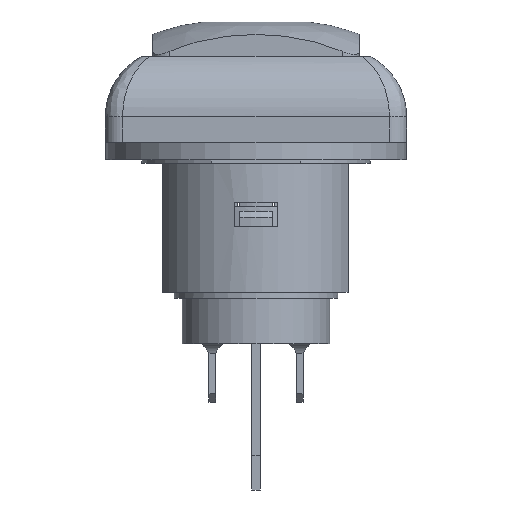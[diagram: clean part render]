
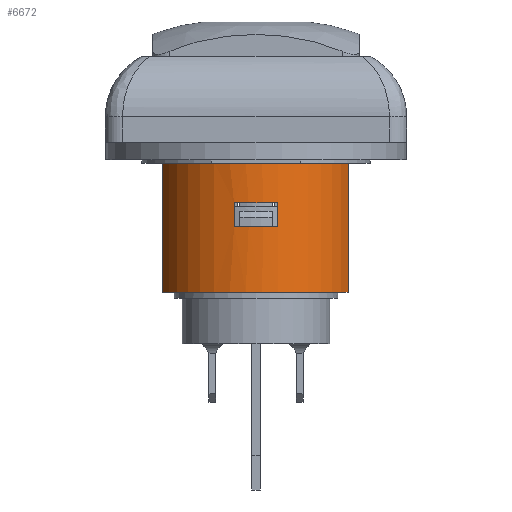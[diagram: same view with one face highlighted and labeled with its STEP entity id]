
A CAD part, left-side view. The second image highlights one B-rep face of the part: STEP entity #6672.
In plain terms, the highlighted cylindrical face has radius 5.7 mm (diameter 11.4 mm), a partial arc.
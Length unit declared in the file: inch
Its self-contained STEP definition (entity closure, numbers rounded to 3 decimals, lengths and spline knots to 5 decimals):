
#6455=CARTESIAN_POINT('',(-0.067,0.21417,-0.04724));
#6456=VERTEX_POINT('',#6455);
#6457=CARTESIAN_POINT('',(-0.067,0.21417,-0.34252));
#6458=VERTEX_POINT('',#6457);
#6459=CARTESIAN_POINT('',(-0.067,0.21417,-0.04724));
#6460=DIRECTION('',(0.0,0.0,-1.0));
#6461=VECTOR('',#6460,0.29528);
#6462=LINE('',#6459,#6461);
#6463=EDGE_CURVE('',#6456,#6458,#6462,.T.);
#6505=CARTESIAN_POINT('',(-0.07635,-0.21102,-0.04724));
#6506=VERTEX_POINT('',#6505);
#6513=CARTESIAN_POINT('',(-0.07635,-0.21102,-0.34252));
#6514=VERTEX_POINT('',#6513);
#6515=CARTESIAN_POINT('',(-0.07635,-0.21102,-0.34252));
#6516=DIRECTION('',(0.0,0.0,1.0));
#6517=VECTOR('',#6516,0.29528);
#6518=LINE('',#6515,#6517);
#6519=EDGE_CURVE('',#6514,#6506,#6518,.T.);
#6544=CARTESIAN_POINT('',(0.0,0.0,-0.34252));
#6545=DIRECTION('',(0.0,0.0,-1.0));
#6546=DIRECTION('',(-1.0,0.0,0.0));
#6547=AXIS2_PLACEMENT_3D('',#6544,#6545,#6546);
#6548=CIRCLE('',#6547,0.22441);
#6549=EDGE_CURVE('',#6514,#6458,#6548,.T.);
#6619=CARTESIAN_POINT('',(0.0,0.0,-0.03248));
#6620=DIRECTION('',(0.0,0.0,-1.0));
#6621=DIRECTION('',(1.,-0.022,0.0));
#6622=AXIS2_PLACEMENT_3D('',#6619,#6620,#6621);
#6623=CYLINDRICAL_SURFACE('',#6622,0.22441);
#6624=ORIENTED_EDGE('',*,*,#6463,.T.);
#6625=ORIENTED_EDGE('',*,*,#6549,.F.);
#6626=ORIENTED_EDGE('',*,*,#6519,.T.);
#6627=CARTESIAN_POINT('',(0.0,0.0,-0.04724));
#6628=DIRECTION('',(0.0,0.0,-1.0));
#6629=DIRECTION('',(-1.0,0.0,0.0));
#6630=AXIS2_PLACEMENT_3D('',#6627,#6628,#6629);
#6631=CIRCLE('',#6630,0.22441);
#6632=EDGE_CURVE('',#6506,#6456,#6631,.T.);
#6633=ORIENTED_EDGE('',*,*,#6632,.T.);
#6634=EDGE_LOOP('',(#6624,#6625,#6626,#6633));
#6635=FACE_OUTER_BOUND('',#6634,.T.);
#6636=CARTESIAN_POINT('',(-0.21872,0.0502,-0.19291));
#6637=VERTEX_POINT('',#6636);
#6638=CARTESIAN_POINT('',(-0.21872,0.0502,-0.1378));
#6639=VERTEX_POINT('',#6638);
#6640=CARTESIAN_POINT('',(-0.21872,0.0502,-0.19291));
#6641=DIRECTION('',(0.0,0.0,1.0));
#6642=VECTOR('',#6641,0.05512);
#6643=LINE('',#6640,#6642);
#6644=EDGE_CURVE('',#6637,#6639,#6643,.T.);
#6645=ORIENTED_EDGE('',*,*,#6644,.T.);
#6646=CARTESIAN_POINT('',(-0.21872,-0.0502,-0.1378));
#6647=VERTEX_POINT('',#6646);
#6648=CARTESIAN_POINT('',(0.0,0.0,-0.1378));
#6649=DIRECTION('',(0.0,0.0,1.0));
#6650=DIRECTION('',(-1.0,0.0,0.0));
#6651=AXIS2_PLACEMENT_3D('',#6648,#6649,#6650);
#6652=CIRCLE('',#6651,0.22441);
#6653=EDGE_CURVE('',#6639,#6647,#6652,.T.);
#6654=ORIENTED_EDGE('',*,*,#6653,.T.);
#6655=CARTESIAN_POINT('',(-0.21872,-0.0502,-0.19291));
#6656=VERTEX_POINT('',#6655);
#6657=CARTESIAN_POINT('',(-0.21872,-0.0502,-0.1378));
#6658=DIRECTION('',(0.0,0.0,-1.0));
#6659=VECTOR('',#6658,0.05512);
#6660=LINE('',#6657,#6659);
#6661=EDGE_CURVE('',#6647,#6656,#6660,.T.);
#6662=ORIENTED_EDGE('',*,*,#6661,.T.);
#6663=CARTESIAN_POINT('',(0.0,0.0,-0.19291));
#6664=DIRECTION('',(0.0,0.0,-1.0));
#6665=DIRECTION('',(-1.0,0.0,0.0));
#6666=AXIS2_PLACEMENT_3D('',#6663,#6664,#6665);
#6667=CIRCLE('',#6666,0.22441);
#6668=EDGE_CURVE('',#6656,#6637,#6667,.T.);
#6669=ORIENTED_EDGE('',*,*,#6668,.T.);
#6670=EDGE_LOOP('',(#6645,#6654,#6662,#6669));
#6671=FACE_BOUND('',#6670,.T.);
#6672=ADVANCED_FACE('',(#6635,#6671),#6623,.T.);
